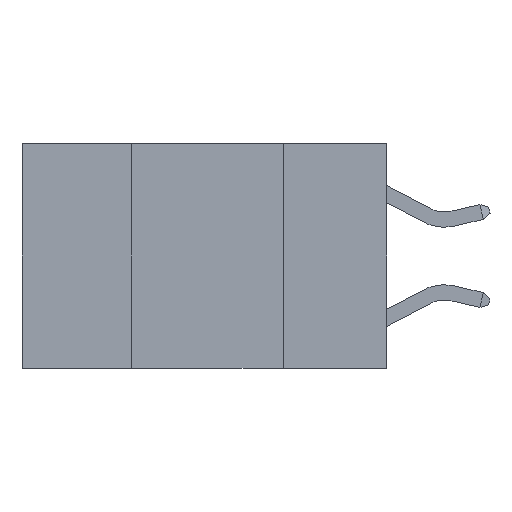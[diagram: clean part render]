
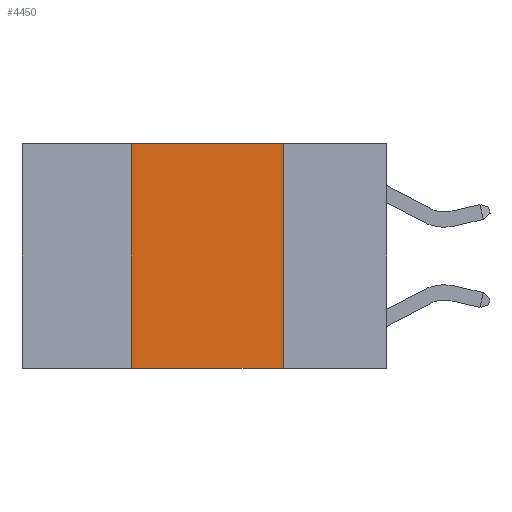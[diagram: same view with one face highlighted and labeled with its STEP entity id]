
A CAD part, left-side view. The second image highlights one B-rep face of the part: STEP entity #4450.
In plain terms, the highlighted planar face has unit normal (-1, 0, 0).
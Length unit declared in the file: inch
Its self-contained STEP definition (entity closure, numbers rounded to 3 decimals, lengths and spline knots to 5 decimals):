
#61 = CARTESIAN_POINT ( 'NONE',  ( 0., 0.42, -0.37 ) ) ;
#1244 = DIRECTION ( 'NONE',  ( 0., -1., 0. ) ) ;
#1354 = VERTEX_POINT ( 'NONE', #3543 ) ;
#1430 = ORIENTED_EDGE ( 'NONE', *, *, #7380, .F. ) ;
#1726 = LINE ( 'NONE', #10164, #10564 ) ;
#1870 = ORIENTED_EDGE ( 'NONE', *, *, #8201, .F. ) ;
#2169 = DIRECTION ( 'NONE',  ( 0., 0., -1. ) ) ;
#2322 = LINE ( 'NONE', #6446, #9115 ) ;
#3481 = VECTOR ( 'NONE', #8336, 39.37008 ) ;
#3543 = CARTESIAN_POINT ( 'NONE',  ( 0., 0.42, 0. ) ) ;
#3746 = ORIENTED_EDGE ( 'NONE', *, *, #8571, .T. ) ;
#4259 = VECTOR ( 'NONE', #1244, 39.37008 ) ;
#4450 = ADVANCED_FACE ( 'NONE', ( #9713 ), #7209, .F. ) ;
#4600 = CARTESIAN_POINT ( 'NONE',  ( 0., 0.6, 0. ) ) ;
#4631 = DIRECTION ( 'NONE',  ( 0., 0., -1. ) ) ;
#4632 = VERTEX_POINT ( 'NONE', #7994 ) ;
#4747 = VERTEX_POINT ( 'NONE', #7322 ) ;
#5689 = AXIS2_PLACEMENT_3D ( 'NONE', #4600, #9756, #4631 ) ;
#6446 = CARTESIAN_POINT ( 'NONE',  ( 0., 0.17, 0. ) ) ;
#6547 = EDGE_CURVE ( 'NONE', #4632, #4747, #2322, .T. ) ;
#6586 = LINE ( 'NONE', #8092, #4259 ) ;
#7209 = PLANE ( 'NONE',  #5689 ) ;
#7322 = CARTESIAN_POINT ( 'NONE',  ( 0., 0.17, -0.37 ) ) ;
#7380 = EDGE_CURVE ( 'NONE', #1354, #4632, #8554, .T. ) ;
#7994 = CARTESIAN_POINT ( 'NONE',  ( 0., 0.17, 0. ) ) ;
#8092 = CARTESIAN_POINT ( 'NONE',  ( 0., 0.6, -0.37 ) ) ;
#8201 = EDGE_CURVE ( 'NONE', #9074, #1354, #1726, .T. ) ;
#8336 = DIRECTION ( 'NONE',  ( 0., -1., 0. ) ) ;
#8487 = EDGE_LOOP ( 'NONE', ( #11150, #1430, #1870, #3746 ) ) ;
#8554 = LINE ( 'NONE', #10081, #3481 ) ;
#8571 = EDGE_CURVE ( 'NONE', #9074, #4747, #6586, .T. ) ;
#9074 = VERTEX_POINT ( 'NONE', #61 ) ;
#9115 = VECTOR ( 'NONE', #2169, 39.37008 ) ;
#9317 = DIRECTION ( 'NONE',  ( 0., 0., 1. ) ) ;
#9713 = FACE_OUTER_BOUND ( 'NONE', #8487, .T. ) ;
#9756 = DIRECTION ( 'NONE',  ( 1., 0., 0. ) ) ;
#10081 = CARTESIAN_POINT ( 'NONE',  ( 0., 0.6, 0. ) ) ;
#10164 = CARTESIAN_POINT ( 'NONE',  ( 0., 0.42, 0. ) ) ;
#10564 = VECTOR ( 'NONE', #9317, 39.37008 ) ;
#11150 = ORIENTED_EDGE ( 'NONE', *, *, #6547, .F. ) ;
